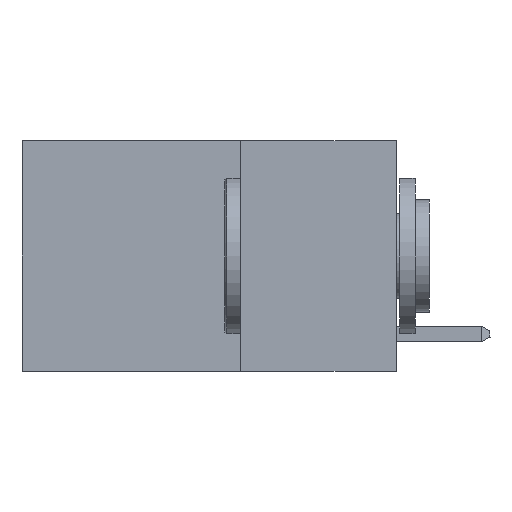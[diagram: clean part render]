
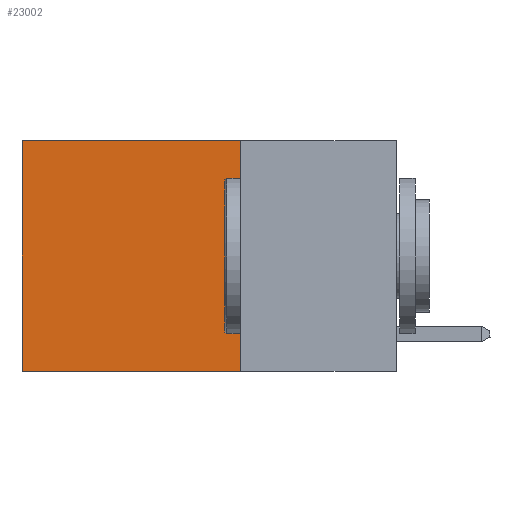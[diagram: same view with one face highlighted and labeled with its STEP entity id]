
A CAD part, left-side view. The second image highlights one B-rep face of the part: STEP entity #23002.
In plain terms, the highlighted planar face has unit normal (-1, 0, 0).
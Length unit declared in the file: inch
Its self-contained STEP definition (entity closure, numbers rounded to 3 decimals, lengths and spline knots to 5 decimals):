
#2590 = CARTESIAN_POINT ( 'NONE',  ( 0.2625, 0.25, -0.37 ) ) ;
#2662 = LINE ( 'NONE', #2590, #19295 ) ;
#3377 = EDGE_CURVE ( 'NONE', #27585, #19389, #20120, .T. ) ;
#3831 = DIRECTION ( 'NONE',  ( 1., 0., 0. ) ) ;
#4900 = LINE ( 'NONE', #26531, #26973 ) ;
#5470 = ORIENTED_EDGE ( 'NONE', *, *, #17564, .T. ) ;
#5561 = EDGE_CURVE ( 'NONE', #18208, #18430, #2662, .T. ) ;
#5642 = ORIENTED_EDGE ( 'NONE', *, *, #3377, .T. ) ;
#5791 = LINE ( 'NONE', #23043, #23024 ) ;
#5882 = EDGE_CURVE ( 'NONE', #27585, #18208, #5791, .T. ) ;
#7263 = CARTESIAN_POINT ( 'NONE',  ( 0.2625, 0.6, -0.37 ) ) ;
#7853 = EDGE_LOOP ( 'NONE', ( #5470, #20025, #24588, #5642 ) ) ;
#7963 = DIRECTION ( 'NONE',  ( 0., 0., -1. ) ) ;
#14370 = VECTOR ( 'NONE', #26774, 39.37008 ) ;
#14624 = AXIS2_PLACEMENT_3D ( 'NONE', #16757, #3831, #19008 ) ;
#14672 = PLANE ( 'NONE',  #14624 ) ;
#15747 = DIRECTION ( 'NONE',  ( 0., 0., -1. ) ) ;
#15805 = CARTESIAN_POINT ( 'NONE',  ( 0.2625, 0.25, -0.37 ) ) ;
#16757 = CARTESIAN_POINT ( 'NONE',  ( 0.2625, 0.25, 0. ) ) ;
#17564 = EDGE_CURVE ( 'NONE', #19389, #18430, #4900, .T. ) ;
#17840 = FACE_OUTER_BOUND ( 'NONE', #7853, .T. ) ;
#18208 = VERTEX_POINT ( 'NONE', #15805 ) ;
#18430 = VERTEX_POINT ( 'NONE', #7263 ) ;
#19008 = DIRECTION ( 'NONE',  ( 0., 0., -1. ) ) ;
#19097 = CARTESIAN_POINT ( 'NONE',  ( 0.2625, 0.6, 0. ) ) ;
#19295 = VECTOR ( 'NONE', #24207, 39.37008 ) ;
#19389 = VERTEX_POINT ( 'NONE', #19097 ) ;
#20025 = ORIENTED_EDGE ( 'NONE', *, *, #5561, .F. ) ;
#20120 = LINE ( 'NONE', #20223, #14370 ) ;
#20223 = CARTESIAN_POINT ( 'NONE',  ( 0.2625, 0.25, 0. ) ) ;
#22811 = CARTESIAN_POINT ( 'NONE',  ( 0.2625, 0.25, 0. ) ) ;
#23002 = ADVANCED_FACE ( 'NONE', ( #17840 ), #14672, .F. ) ;
#23024 = VECTOR ( 'NONE', #7963, 39.37008 ) ;
#23043 = CARTESIAN_POINT ( 'NONE',  ( 0.2625, 0.25, 0. ) ) ;
#24207 = DIRECTION ( 'NONE',  ( 0., 1., 0. ) ) ;
#24588 = ORIENTED_EDGE ( 'NONE', *, *, #5882, .F. ) ;
#26531 = CARTESIAN_POINT ( 'NONE',  ( 0.2625, 0.6, 0. ) ) ;
#26774 = DIRECTION ( 'NONE',  ( 0., 1., 0. ) ) ;
#26973 = VECTOR ( 'NONE', #15747, 39.37008 ) ;
#27585 = VERTEX_POINT ( 'NONE', #22811 ) ;
